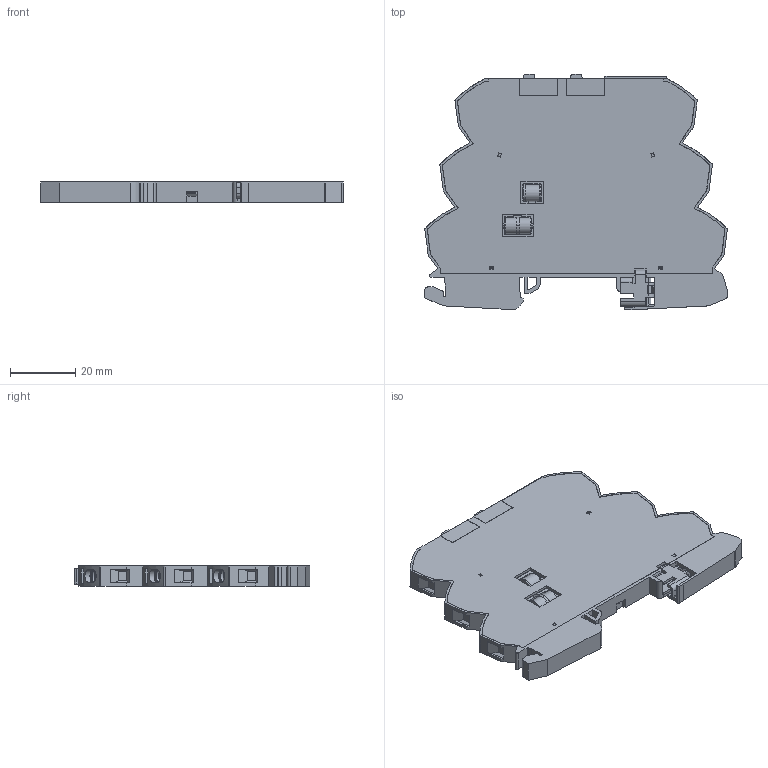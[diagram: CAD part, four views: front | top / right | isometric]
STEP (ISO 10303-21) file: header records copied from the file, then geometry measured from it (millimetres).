
FILE_DESCRIPTION((''),'2;1');
FILE_NAME('DM_CAD-6041_ASM','2018-09-13T',('creinig-se'),(''),'PRO/ENGINEER BY PARAMETRIC TECHNOLOGY CORPORATION, 2015440','PRO/ENGINEER BY PARAMETRIC TECHNOLOGY CORPORATION, 2015440','');
FILE_SCHEMA(('CONFIG_CONTROL_DESIGN'));
Products named in the file (5): DM_CAD-6041_180418_HSG; DM_CAD-6041_INNEN_SW0001; DM_CAD-6041_TEILW_1_SW0001; DM_CAD-6041_1; DM_CAD-6041_ASM
Assembly tree (4 placements, depth 2):
  DM_CAD-6041_ASM
    DM_CAD-6041_180418_HSG
    DM_CAD-6041_INNEN_SW0001
    DM_CAD-6041_TEILW_1_SW0001
    DM_CAD-6041_1
Bounding box: 93.08 x 72.4 x 6.25 mm (x, y, z)
Volume: 34219.1 mm3; surface area: 30786.6 mm2
Topology: 14 solids, 18 shells, 1592 faces, 4466 edges, 3038 vertices
Faces by surface type: plane 915, cylinder 415, bspline 178, sphere 36, torus 32, cone 10, extrusion 6
Entity records: 68299 total; most frequent: CARTESIAN_POINT 16138, ORIENTED_EDGE 8782, DIRECTION 7708, EDGE_CURVE 4391, PRESENTATION_STYLE_ASSIGNMENT 3168, STYLED_ITEM 3168, VERTEX_POINT 2902, VECTOR 2692
